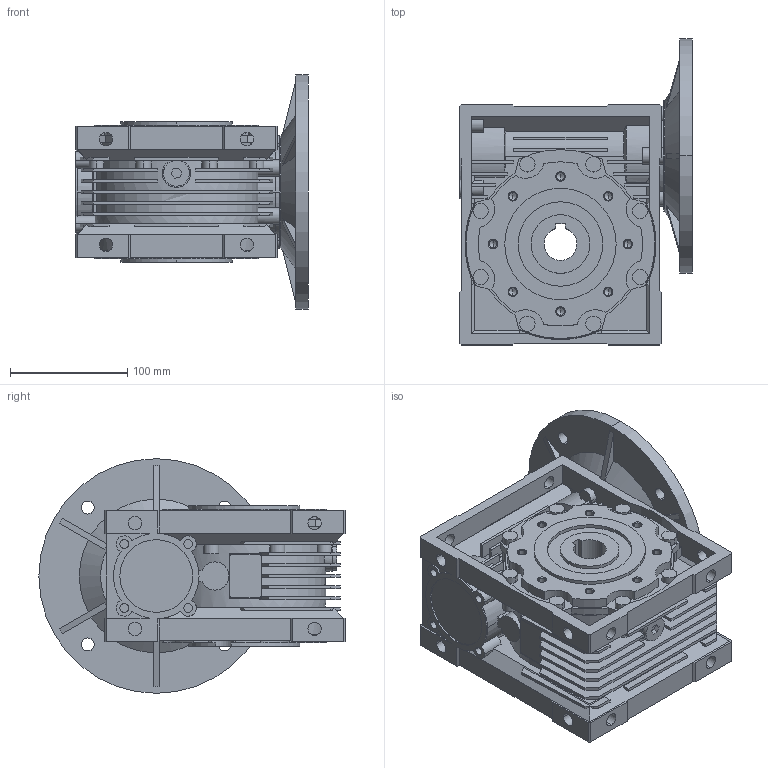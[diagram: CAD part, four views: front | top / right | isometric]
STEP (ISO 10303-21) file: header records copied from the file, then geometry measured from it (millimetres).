
FILE_DESCRIPTION (( 'STEP AP203' ), '1' );
FILE_NAME ('WGA-75M-030-80B5.step', '2024-12-18T18:55:22', ( '' ), ( '' ), 'SwSTEP 2.0', 'SolidWorks 2024', '' );
FILE_SCHEMA (( 'CONFIG_CONTROL_DESIGN' ));
Length unit declared in the file: millimetre
Products named in the file (1): WGA-75M-030-80B5
Bounding box: 198.5 x 261 x 200 mm (x, y, z)
Volume: 3029158.7 mm3; surface area: 523077.8 mm2
Topology: 8 solids, 8 shells, 1203 faces, 3336 edges, 2176 vertices
Faces by surface type: plane 690, cylinder 391, cone 110, torus 12
Entity records: 39173 total; most frequent: CARTESIAN_POINT 7900, ORIENTED_EDGE 6604, DIRECTION 6508, EDGE_CURVE 3302, AXIS2_PLACEMENT_3D 2222, VERTEX_POINT 2176, VECTOR 2064, LINE 2064
